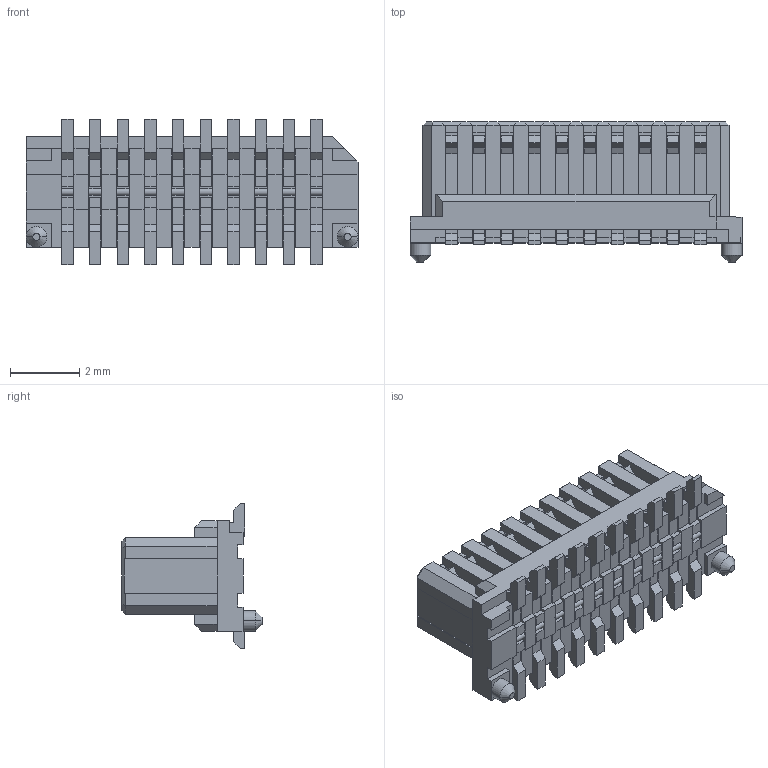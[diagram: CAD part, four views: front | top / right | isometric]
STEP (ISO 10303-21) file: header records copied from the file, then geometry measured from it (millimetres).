
FILE_DESCRIPTION((''),'2;1');
FILE_NAME('524652070','2014-06-05T',('me'),(''),'PRO/ENGINEER BY PARAMETRIC TECHNOLOGY CORPORATION, 2011490','PRO/ENGINEER BY PARAMETRIC TECHNOLOGY CORPORATION, 2011490','');
FILE_SCHEMA(('CONFIG_CONTROL_DESIGN'));
Length unit declared in the file: millimetre
Products named in the file (1): 524652070
Bounding box: 9.6 x 4.05 x 4.2 mm (x, y, z)
Volume: 72.8 mm3; surface area: 233.1 mm2
Topology: 1 solids, 1 shells, 779 faces, 2171 edges, 1436 vertices
Faces by surface type: plane 761, cylinder 14, cone 4
Entity records: 24252 total; most frequent: CARTESIAN_POINT 4299, ORIENTED_EDGE 4170, DIRECTION 3789, VECTOR 2113, LINE 2113, EDGE_CURVE 2085, VERTEX_POINT 1348, AXIS2_PLACEMENT_3D 838
